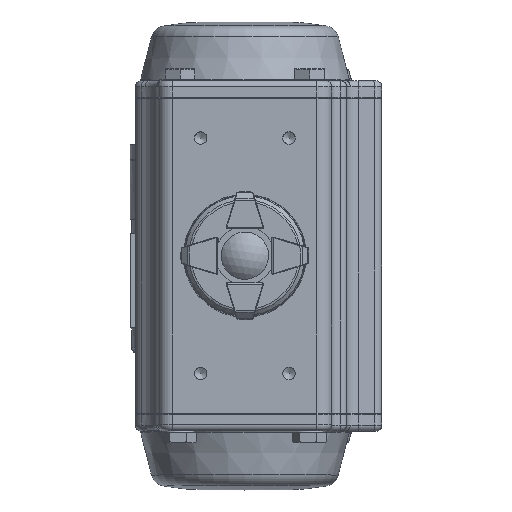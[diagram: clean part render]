
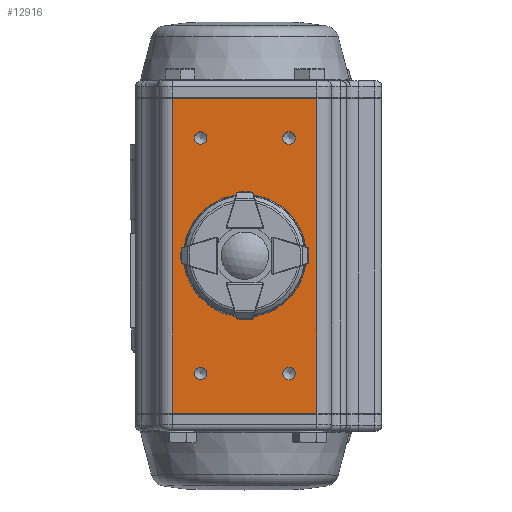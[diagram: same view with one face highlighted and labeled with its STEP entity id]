
A CAD part, top view. The second image highlights one B-rep face of the part: STEP entity #12916.
In plain terms, the highlighted face is planar.
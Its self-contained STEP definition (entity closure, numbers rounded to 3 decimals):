
#580=PLANE('',#13988);
#1079=CIRCLE('',#13847,2.1);
#1081=CIRCLE('',#13851,2.1);
#1083=CIRCLE('',#13855,2.1);
#1085=CIRCLE('',#13859,2.1);
#1087=CIRCLE('',#13862,12.45);
#2754=ORIENTED_EDGE('',*,*,#5532,.F.);
#2755=ORIENTED_EDGE('',*,*,#5627,.F.);
#2756=ORIENTED_EDGE('',*,*,#5594,.T.);
#2757=ORIENTED_EDGE('',*,*,#5628,.T.);
#2758=ORIENTED_EDGE('',*,*,#5489,.T.);
#2759=ORIENTED_EDGE('',*,*,#5487,.F.);
#2760=ORIENTED_EDGE('',*,*,#5485,.F.);
#2761=ORIENTED_EDGE('',*,*,#5483,.F.);
#2762=ORIENTED_EDGE('',*,*,#5481,.F.);
#5481=EDGE_CURVE('',#7128,#7128,#1079,.T.);
#5483=EDGE_CURVE('',#7131,#7131,#1081,.T.);
#5485=EDGE_CURVE('',#7134,#7134,#1083,.T.);
#5487=EDGE_CURVE('',#7137,#7137,#1085,.T.);
#5489=EDGE_CURVE('',#7139,#7139,#1087,.T.);
#5532=EDGE_CURVE('',#7171,#7172,#8137,.T.);
#5594=EDGE_CURVE('',#7234,#7233,#8163,.T.);
#5627=EDGE_CURVE('',#7234,#7171,#8179,.T.);
#5628=EDGE_CURVE('',#7233,#7172,#8180,.T.);
#7128=VERTEX_POINT('',#19903);
#7131=VERTEX_POINT('',#19910);
#7134=VERTEX_POINT('',#19917);
#7137=VERTEX_POINT('',#19924);
#7139=VERTEX_POINT('',#19929);
#7171=VERTEX_POINT('',#20015);
#7172=VERTEX_POINT('',#20017);
#7233=VERTEX_POINT('',#20140);
#7234=VERTEX_POINT('',#20142);
#8137=LINE('',#20016,#8922);
#8163=LINE('',#20141,#8948);
#8179=LINE('',#20206,#8964);
#8180=LINE('',#20208,#8965);
#8922=VECTOR('',#15981,1000.);
#8948=VECTOR('',#16081,1000.);
#8964=VECTOR('',#16139,1000.);
#8965=VECTOR('',#16142,1000.);
#9840=EDGE_LOOP('',(#2754,#2755,#2756,#2757));
#9841=EDGE_LOOP('',(#2758));
#9842=EDGE_LOOP('',(#2759));
#9843=EDGE_LOOP('',(#2760));
#9844=EDGE_LOOP('',(#2761));
#9845=EDGE_LOOP('',(#2762));
#10826=FACE_BOUND('',#9840,.T.);
#10827=FACE_BOUND('',#9841,.T.);
#10828=FACE_BOUND('',#9842,.T.);
#10829=FACE_BOUND('',#9843,.T.);
#10830=FACE_BOUND('',#9844,.T.);
#10831=FACE_BOUND('',#9845,.T.);
#12916=ADVANCED_FACE('',(#10826,#10827,#10828,#10829,#10830,#10831),#580,
 .T.);
#13847=AXIS2_PLACEMENT_3D('',#19902,#15866,#15867);
#13851=AXIS2_PLACEMENT_3D('',#19909,#15874,#15875);
#13855=AXIS2_PLACEMENT_3D('',#19916,#15882,#15883);
#13859=AXIS2_PLACEMENT_3D('',#19923,#15890,#15891);
#13862=AXIS2_PLACEMENT_3D('',#19928,#15896,#15897);
#13988=AXIS2_PLACEMENT_3D('',#20344,#16283,#16284);
#15866=DIRECTION('',(0.,1.,0.));
#15867=DIRECTION('',(0.,0.,1.));
#15874=DIRECTION('',(0.,1.,0.));
#15875=DIRECTION('',(0.,0.,1.));
#15882=DIRECTION('',(0.,1.,0.));
#15883=DIRECTION('',(0.,0.,1.));
#15890=DIRECTION('',(0.,1.,0.));
#15891=DIRECTION('',(0.,0.,1.));
#15896=DIRECTION('',(0.,-1.,0.));
#15897=DIRECTION('',(0.,0.,1.));
#15981=DIRECTION('',(1.,0.,0.));
#16081=DIRECTION('',(1.,0.,0.));
#16139=DIRECTION('',(0.,0.,-1.));
#16142=DIRECTION('',(0.,0.,-1.));
#16283=DIRECTION('',(0.,1.,0.));
#16284=DIRECTION('',(1.,0.,0.));
#19902=CARTESIAN_POINT('',(-15.,42.35,40.));
#19903=CARTESIAN_POINT('',(-15.,42.35,42.1));
#19909=CARTESIAN_POINT('',(15.,42.35,40.));
#19910=CARTESIAN_POINT('',(15.,42.35,42.1));
#19916=CARTESIAN_POINT('',(15.,42.35,-40.));
#19917=CARTESIAN_POINT('',(15.,42.35,-37.9));
#19923=CARTESIAN_POINT('',(-15.,42.35,-40.));
#19924=CARTESIAN_POINT('',(-15.,42.35,-37.9));
#19928=CARTESIAN_POINT('',(0.,42.35,0.));
#19929=CARTESIAN_POINT('',(0.,42.35,12.45));
#20015=CARTESIAN_POINT('',(-24.5,42.35,-53.5));
#20016=CARTESIAN_POINT('',(-24.5,42.35,-53.5));
#20017=CARTESIAN_POINT('',(24.5,42.35,-53.5));
#20140=CARTESIAN_POINT('',(24.5,42.35,53.5));
#20141=CARTESIAN_POINT('',(-24.5,42.35,53.5));
#20142=CARTESIAN_POINT('',(-24.5,42.35,53.5));
#20206=CARTESIAN_POINT('',(-24.5,42.35,53.5));
#20208=CARTESIAN_POINT('',(24.5,42.35,53.5));
#20344=CARTESIAN_POINT('',(-24.5,42.35,53.5));
